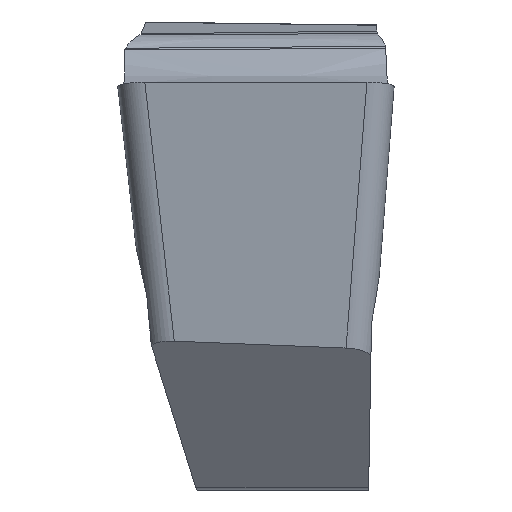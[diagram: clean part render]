
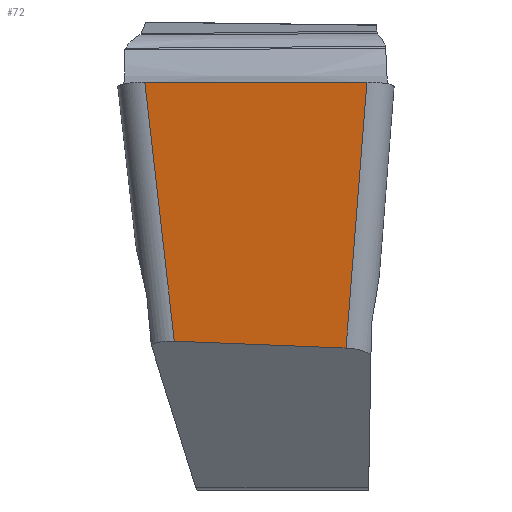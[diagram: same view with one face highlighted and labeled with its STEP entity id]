
A CAD part, front view. The second image highlights one B-rep face of the part: STEP entity #72.
In plain terms, the highlighted planar face has unit normal (0, -0.993, -0.122).
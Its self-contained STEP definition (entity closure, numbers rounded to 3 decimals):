
#72=ADVANCED_FACE('PUNCH_FRONT_SUR',(#123),#109,.F.);
#109=PLANE('',#770);
#123=FACE_OUTER_BOUND('',#161,.T.);
#161=EDGE_LOOP('',(#242,#243,#244,#245));
#242=ORIENTED_EDGE('',*,*,#526,.F.);
#243=ORIENTED_EDGE('',*,*,#527,.T.);
#244=ORIENTED_EDGE('',*,*,#528,.T.);
#245=ORIENTED_EDGE('',*,*,#529,.T.);
#454=VERTEX_POINT('',#1123);
#455=VERTEX_POINT('',#1124);
#456=VERTEX_POINT('',#1126);
#457=VERTEX_POINT('',#1128);
#526=EDGE_CURVE('',#454,#455,#697,.T.);
#527=EDGE_CURVE('',#454,#456,#620,.T.);
#528=EDGE_CURVE('',#456,#457,#621,.T.);
#529=EDGE_CURVE('',#457,#455,#622,.T.);
#620=LINE('',#1125,#660);
#621=LINE('',#1127,#661);
#622=LINE('',#1129,#662);
#660=VECTOR('',#838,1.);
#661=VECTOR('',#839,1.);
#662=VECTOR('',#840,1.);
#697=B_SPLINE_CURVE_WITH_KNOTS('',3,(#1113,#1114,#1115,#1116,#1117,#1118,
#1119,#1120,#1121,#1122),.UNSPECIFIED.,.F.,.F.,(4,3,3,4),(0.,0.46,
0.797,1.),.UNSPECIFIED.);
#770=AXIS2_PLACEMENT_3D('',#1130,#841,#842);
#838=DIRECTION('',(0.112,0.121,-0.986));
#839=DIRECTION('',(0.999,0.005,-0.04));
#840=DIRECTION('',(0.078,-0.122,0.99));
#841=DIRECTION('',(0.,0.993,0.122));
#842=DIRECTION('',(0.,-0.122,0.993));
#1113=CARTESIAN_POINT('',(-1.199,-3.75,0.));
#1114=CARTESIAN_POINT('',(-0.831,-3.75,0.));
#1115=CARTESIAN_POINT('',(-0.463,-3.75,0.));
#1116=CARTESIAN_POINT('',(-0.095,-3.75,0.));
#1117=CARTESIAN_POINT('',(0.173,-3.75,0.));
#1118=CARTESIAN_POINT('',(0.442,-3.75,0.));
#1119=CARTESIAN_POINT('',(0.711,-3.75,0.));
#1120=CARTESIAN_POINT('',(0.873,-3.75,0.));
#1121=CARTESIAN_POINT('',(1.035,-3.75,0.));
#1122=CARTESIAN_POINT('',(1.197,-3.75,0.));
#1123=CARTESIAN_POINT('',(-1.199,-3.75,0.));
#1124=CARTESIAN_POINT('',(1.197,-3.75,0.));
#1125=CARTESIAN_POINT('',(-1.184,-3.734,-0.133));
#1126=CARTESIAN_POINT('',(-0.881,-3.407,-2.794));
#1127=CARTESIAN_POINT('',(-0.115,-3.403,-2.825));
#1128=CARTESIAN_POINT('',(0.972,-3.398,-2.868));
#1129=CARTESIAN_POINT('',(1.19,-3.739,-0.092));
#1130=CARTESIAN_POINT('',(-0.001,-3.75,0.));
